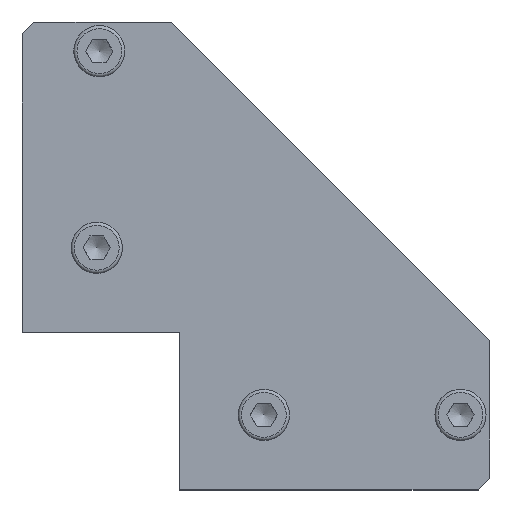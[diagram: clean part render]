
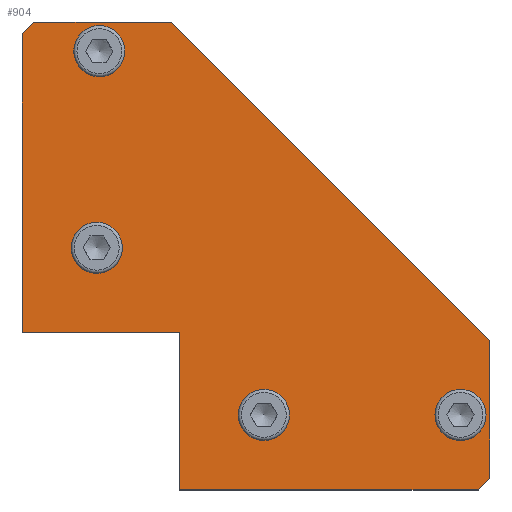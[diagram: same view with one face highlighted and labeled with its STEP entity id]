
A CAD part, top view. The second image highlights one B-rep face of the part: STEP entity #904.
In plain terms, the highlighted planar face has unit normal (0, 0, 1).
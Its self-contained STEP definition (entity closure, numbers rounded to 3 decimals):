
#100=FACE_BOUND('',#224,.T.);
#101=FACE_BOUND('',#225,.T.);
#102=FACE_BOUND('',#226,.T.);
#103=FACE_BOUND('',#227,.T.);
#132=CIRCLE('',#971,4.5);
#133=CIRCLE('',#972,4.5);
#134=CIRCLE('',#973,4.5);
#135=CIRCLE('',#974,4.5);
#167=FACE_OUTER_BOUND('',#223,.T.);
#223=EDGE_LOOP('',(#654,#655,#656,#657,#658,#659,#660,#661,#662));
#224=EDGE_LOOP('',(#663));
#225=EDGE_LOOP('',(#664));
#226=EDGE_LOOP('',(#665));
#227=EDGE_LOOP('',(#666));
#310=LINE('',#1358,#379);
#313=LINE('',#1364,#382);
#315=LINE('',#1368,#384);
#318=LINE('',#1374,#387);
#319=LINE('',#1376,#388);
#320=LINE('',#1378,#389);
#321=LINE('',#1380,#390);
#322=LINE('',#1382,#391);
#323=LINE('',#1383,#392);
#379=VECTOR('',#1077,40.);
#382=VECTOR('',#1082,40.);
#384=VECTOR('',#1086,76.);
#387=VECTOR('',#1091,76.);
#388=VECTOR('',#1092,4.243);
#389=VECTOR('',#1093,35.);
#390=VECTOR('',#1094,114.551);
#391=VECTOR('',#1095,35.);
#392=VECTOR('',#1096,4.243);
#448=VERTEX_POINT('',#1355);
#449=VERTEX_POINT('',#1357);
#451=VERTEX_POINT('',#1363);
#452=VERTEX_POINT('',#1367);
#454=VERTEX_POINT('',#1373);
#455=VERTEX_POINT('',#1375);
#456=VERTEX_POINT('',#1377);
#457=VERTEX_POINT('',#1379);
#458=VERTEX_POINT('',#1381);
#459=VERTEX_POINT('',#1384);
#460=VERTEX_POINT('',#1386);
#461=VERTEX_POINT('',#1388);
#462=VERTEX_POINT('',#1390);
#532=EDGE_CURVE('',#449,#448,#310,.T.);
#535=EDGE_CURVE('',#451,#449,#313,.T.);
#537=EDGE_CURVE('',#451,#452,#315,.T.);
#540=EDGE_CURVE('',#454,#448,#318,.T.);
#541=EDGE_CURVE('',#455,#454,#319,.T.);
#542=EDGE_CURVE('',#456,#455,#320,.T.);
#543=EDGE_CURVE('',#457,#456,#321,.T.);
#544=EDGE_CURVE('',#458,#457,#322,.T.);
#545=EDGE_CURVE('',#452,#458,#323,.T.);
#546=EDGE_CURVE('',#459,#459,#132,.T.);
#547=EDGE_CURVE('',#460,#460,#133,.T.);
#548=EDGE_CURVE('',#461,#461,#134,.T.);
#549=EDGE_CURVE('',#462,#462,#135,.T.);
#654=ORIENTED_EDGE('',*,*,#535,.T.);
#655=ORIENTED_EDGE('',*,*,#532,.T.);
#656=ORIENTED_EDGE('',*,*,#540,.F.);
#657=ORIENTED_EDGE('',*,*,#541,.F.);
#658=ORIENTED_EDGE('',*,*,#542,.F.);
#659=ORIENTED_EDGE('',*,*,#543,.F.);
#660=ORIENTED_EDGE('',*,*,#544,.F.);
#661=ORIENTED_EDGE('',*,*,#545,.F.);
#662=ORIENTED_EDGE('',*,*,#537,.F.);
#663=ORIENTED_EDGE('',*,*,#546,.T.);
#664=ORIENTED_EDGE('',*,*,#547,.T.);
#665=ORIENTED_EDGE('',*,*,#548,.T.);
#666=ORIENTED_EDGE('',*,*,#549,.T.);
#869=PLANE('',#970);
#904=ADVANCED_FACE('',(#167,#100,#101,#102,#103),#869,.T.);
#970=AXIS2_PLACEMENT_3D('',#1372,#1089,#1090);
#971=AXIS2_PLACEMENT_3D('',#1385,#1097,#1098);
#972=AXIS2_PLACEMENT_3D('',#1387,#1099,#1100);
#973=AXIS2_PLACEMENT_3D('',#1389,#1101,#1102);
#974=AXIS2_PLACEMENT_3D('',#1391,#1103,#1104);
#1077=DIRECTION('',(0.,-1.,0.));
#1082=DIRECTION('',(1.,0.,0.));
#1086=DIRECTION('',(0.,1.,0.));
#1089=DIRECTION('center_axis',(0.,0.,1.));
#1090=DIRECTION('ref_axis',(1.,0.,0.));
#1091=DIRECTION('',(-1.,0.,0.));
#1092=DIRECTION('',(-0.707,-0.707,0.));
#1093=DIRECTION('',(0.,-1.,0.));
#1094=DIRECTION('',(0.707,-0.707,0.));
#1095=DIRECTION('',(1.,0.,0.));
#1096=DIRECTION('',(0.707,0.707,0.));
#1097=DIRECTION('center_axis',(0.,0.,-1.));
#1098=DIRECTION('ref_axis',(1.,0.,0.));
#1099=DIRECTION('center_axis',(0.,0.,-1.));
#1100=DIRECTION('ref_axis',(1.,0.,0.));
#1101=DIRECTION('center_axis',(0.,0.,-1.));
#1102=DIRECTION('ref_axis',(1.,0.,0.));
#1103=DIRECTION('center_axis',(0.,0.,-1.));
#1104=DIRECTION('ref_axis',(1.,0.,0.));
#1355=CARTESIAN_POINT('',(21.,-19.,3.));
#1357=CARTESIAN_POINT('',(21.,21.,3.));
#1358=CARTESIAN_POINT('',(21.,7.632,3.));
#1363=CARTESIAN_POINT('',(-19.,21.,3.));
#1364=CARTESIAN_POINT('',(27.632,21.,3.));
#1367=CARTESIAN_POINT('',(-19.,97.,3.));
#1368=CARTESIAN_POINT('',(-19.,20.,3.));
#1372=CARTESIAN_POINT('Origin',(34.265,34.265,3.));
#1373=CARTESIAN_POINT('',(97.,-19.,3.));
#1374=CARTESIAN_POINT('',(97.,-19.,3.));
#1375=CARTESIAN_POINT('',(100.,-16.,3.));
#1376=CARTESIAN_POINT('',(100.,-16.,3.));
#1377=CARTESIAN_POINT('',(100.,19.,3.));
#1378=CARTESIAN_POINT('',(100.,19.,3.));
#1379=CARTESIAN_POINT('',(19.,100.,3.));
#1380=CARTESIAN_POINT('',(19.,100.,3.));
#1381=CARTESIAN_POINT('',(-16.,100.,3.));
#1382=CARTESIAN_POINT('',(-16.,100.,3.));
#1383=CARTESIAN_POINT('',(-19.,97.,3.));
#1384=CARTESIAN_POINT('',(47.,0.,3.));
#1385=CARTESIAN_POINT('Origin',(42.5,0.,3.));
#1386=CARTESIAN_POINT('',(97.,0.,3.));
#1387=CARTESIAN_POINT('Origin',(92.5,0.,3.));
#1388=CARTESIAN_POINT('',(4.5,92.5,3.));
#1389=CARTESIAN_POINT('Origin',(0.,92.5,3.));
#1390=CARTESIAN_POINT('',(4.5,42.5,3.));
#1391=CARTESIAN_POINT('Origin',(0.,42.5,3.));
